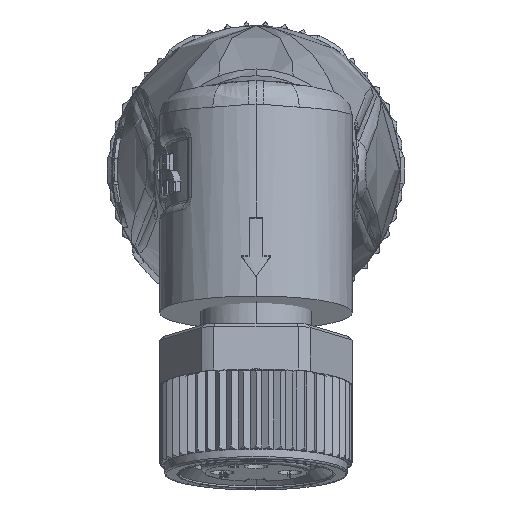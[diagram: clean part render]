
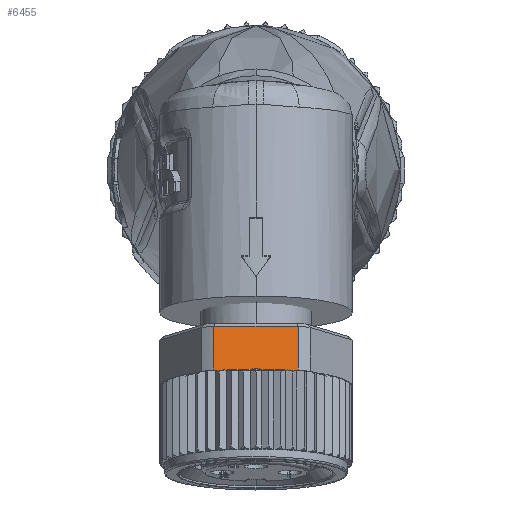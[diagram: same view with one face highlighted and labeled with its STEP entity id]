
A CAD part, front view. The second image highlights one B-rep face of the part: STEP entity #6455.
In plain terms, the highlighted planar face has unit normal (0, -0.985, 0.174).
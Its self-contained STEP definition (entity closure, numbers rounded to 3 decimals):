
#6455=ADVANCED_FACE('',(#14381),#14382,.F.);
#7313=EDGE_CURVE('',#15428,#15457,#15665,.T.);
#7321=EDGE_CURVE('',#15673,#15428,#15676,.T.);
#7329=EDGE_CURVE('',#15457,#15685,#15686,.T.);
#7869=EDGE_CURVE('',#15673,#16385,#16389,.T.);
#7877=EDGE_CURVE('',#16400,#16397,#16401,.T.);
#7881=EDGE_CURVE('',#16405,#16397,#16406,.T.);
#7885=EDGE_CURVE('',#16405,#16410,#16411,.T.);
#7913=EDGE_CURVE('',#16450,#16410,#16451,.T.);
#7941=EDGE_CURVE('',#16400,#16385,#16486,.T.);
#7943=EDGE_CURVE('',#16488,#16450,#16489,.T.);
#7945=EDGE_CURVE('',#16491,#16488,#16492,.T.);
#7947=EDGE_CURVE('',#16491,#16494,#16495,.T.);
#7949=EDGE_CURVE('',#16494,#16497,#16498,.T.);
#7951=EDGE_CURVE('',#15685,#16497,#16500,.T.);
#14381=FACE_OUTER_BOUND('',#68519,.T.);
#14382=PLANE('',#68520);
#15428=VERTEX_POINT('',#70697);
#15457=VERTEX_POINT('',#70756);
#15665=LINE('',#71197,#71198);
#15673=VERTEX_POINT('',#71210);
#15676=LINE('',#71214,#71215);
#15685=VERTEX_POINT('',#71230);
#15686=LINE('',#71231,#71232);
#16385=VERTEX_POINT('',#73060);
#16389=LINE('',#73066,#73067);
#16397=VERTEX_POINT('',#73088);
#16400=VERTEX_POINT('',#73092);
#16401=B_SPLINE_CURVE_WITH_KNOTS('',3,(#73093,#73094,#73095,#73096,#73097,#73098,#73099,#73100),.UNSPECIFIED.,.F.,.F.,(4,1,1,1,1,4),(0.0,0.2,0.4,0.6,0.8,1.0),.UNSPECIFIED.);
#16405=VERTEX_POINT('',#73113);
#16406=LINE('',#73114,#73115);
#16410=VERTEX_POINT('',#73122);
#16411=LINE('',#73123,#73124);
#16450=VERTEX_POINT('',#73245);
#16451=LINE('',#73246,#73247);
#16486=LINE('',#73324,#73325);
#16488=VERTEX_POINT('',#73328);
#16489=LINE('',#73329,#73330);
#16491=VERTEX_POINT('',#73333);
#16492=LINE('',#73334,#73335);
#16494=VERTEX_POINT('',#73338);
#16495=B_SPLINE_CURVE_WITH_KNOTS('',3,(#73339,#73340,#73341,#73342,#73343,#73344,#73345,#73346),.UNSPECIFIED.,.F.,.F.,(4,1,1,1,1,4),(0.0,0.2,0.4,0.6,0.8,1.0),.UNSPECIFIED.);
#16497=VERTEX_POINT('',#73349);
#16498=LINE('',#73350,#73351);
#16500=LINE('',#73354,#73355);
#68519=EDGE_LOOP('',(#99864,#99865,#99866,#99867,#99868,#99869,#99870,#99871,#99872,#99873,#99874,#99875,#99876,#99877));
#68520=AXIS2_PLACEMENT_3D('',#99878,#99879,#99880);
#70697=CARTESIAN_POINT('',(-2.179,-5.994,-8.086));
#70756=CARTESIAN_POINT('',(2.179,-5.994,-8.086));
#71197=CARTESIAN_POINT('',(-2.179,-5.994,-8.086));
#71198=VECTOR('',#102658,4.359);
#71210=CARTESIAN_POINT('',(-2.179,-6.393,-10.351));
#71214=CARTESIAN_POINT('',(-2.179,-6.393,-10.351));
#71215=VECTOR('',#102666,2.3);
#71230=CARTESIAN_POINT('',(2.179,-6.393,-10.351));
#71231=CARTESIAN_POINT('',(2.179,-5.994,-8.086));
#71232=VECTOR('',#102672,2.3);
#73060=CARTESIAN_POINT('',(-1.976,-6.393,-10.351));
#73066=CARTESIAN_POINT('',(-2.179,-6.393,-10.351));
#73067=VECTOR('',#102979,0.204);
#73088=CARTESIAN_POINT('',(-1.67,-6.393,-10.351));
#73092=CARTESIAN_POINT('',(-1.976,-6.4,-10.386));
#73093=CARTESIAN_POINT('',(-1.976,-6.4,-10.386));
#73094=CARTESIAN_POINT('',(-1.96,-6.399,-10.382));
#73095=CARTESIAN_POINT('',(-1.926,-6.398,-10.374));
#73096=CARTESIAN_POINT('',(-1.871,-6.396,-10.364));
#73097=CARTESIAN_POINT('',(-1.81,-6.395,-10.357));
#73098=CARTESIAN_POINT('',(-1.744,-6.394,-10.352));
#73099=CARTESIAN_POINT('',(-1.695,-6.393,-10.351));
#73100=CARTESIAN_POINT('',(-1.67,-6.393,-10.351));
#73113=CARTESIAN_POINT('',(-1.533,-6.393,-10.351));
#73114=CARTESIAN_POINT('',(-1.533,-6.393,-10.351));
#73115=VECTOR('',#102984,0.137);
#73122=CARTESIAN_POINT('',(-1.525,-6.393,-10.351));
#73123=CARTESIAN_POINT('',(-1.533,-6.393,-10.351));
#73124=VECTOR('',#102986,0.008);
#73245=CARTESIAN_POINT('',(1.525,-6.393,-10.351));
#73246=CARTESIAN_POINT('',(1.525,-6.393,-10.351));
#73247=VECTOR('',#103001,3.051);
#73324=CARTESIAN_POINT('',(-1.976,-6.4,-10.386));
#73325=VECTOR('',#103015,0.036);
#73328=CARTESIAN_POINT('',(1.533,-6.393,-10.351));
#73329=CARTESIAN_POINT('',(1.533,-6.393,-10.351));
#73330=VECTOR('',#103016,0.008);
#73333=CARTESIAN_POINT('',(1.67,-6.393,-10.351));
#73334=CARTESIAN_POINT('',(1.67,-6.393,-10.351));
#73335=VECTOR('',#103017,0.137);
#73338=CARTESIAN_POINT('',(1.976,-6.4,-10.386));
#73339=CARTESIAN_POINT('',(1.67,-6.393,-10.351));
#73340=CARTESIAN_POINT('',(1.695,-6.393,-10.351));
#73341=CARTESIAN_POINT('',(1.744,-6.394,-10.352));
#73342=CARTESIAN_POINT('',(1.81,-6.395,-10.357));
#73343=CARTESIAN_POINT('',(1.871,-6.396,-10.364));
#73344=CARTESIAN_POINT('',(1.926,-6.398,-10.374));
#73345=CARTESIAN_POINT('',(1.96,-6.399,-10.382));
#73346=CARTESIAN_POINT('',(1.976,-6.4,-10.386));
#73349=CARTESIAN_POINT('',(1.976,-6.393,-10.351));
#73350=CARTESIAN_POINT('',(1.976,-6.4,-10.386));
#73351=VECTOR('',#103018,0.036);
#73354=CARTESIAN_POINT('',(2.179,-6.393,-10.351));
#73355=VECTOR('',#103019,0.204);
#99864=ORIENTED_EDGE('',*,*,#7321,.F.);
#99865=ORIENTED_EDGE('',*,*,#7869,.T.);
#99866=ORIENTED_EDGE('',*,*,#7941,.F.);
#99867=ORIENTED_EDGE('',*,*,#7877,.T.);
#99868=ORIENTED_EDGE('',*,*,#7881,.F.);
#99869=ORIENTED_EDGE('',*,*,#7885,.T.);
#99870=ORIENTED_EDGE('',*,*,#7913,.F.);
#99871=ORIENTED_EDGE('',*,*,#7943,.F.);
#99872=ORIENTED_EDGE('',*,*,#7945,.F.);
#99873=ORIENTED_EDGE('',*,*,#7947,.T.);
#99874=ORIENTED_EDGE('',*,*,#7949,.T.);
#99875=ORIENTED_EDGE('',*,*,#7951,.F.);
#99876=ORIENTED_EDGE('',*,*,#7329,.F.);
#99877=ORIENTED_EDGE('',*,*,#7313,.F.);
#99878=CARTESIAN_POINT('',(2.179,-6.393,-10.351));
#99879=DIRECTION('',(0.0,0.985,-0.174));
#99880=DIRECTION('',(0.0,-0.174,-0.985));
#102658=DIRECTION('',(1.0,0.,0.));
#102666=DIRECTION('',(0.,0.174,0.985));
#102672=DIRECTION('',(0.,-0.174,-0.985));
#102979=DIRECTION('',(1.0,0.0,0.0));
#102984=DIRECTION('',(-1.0,0.0,0.0));
#102986=DIRECTION('',(1.0,0.0,0.0));
#103001=DIRECTION('',(-1.0,0.0,0.0));
#103015=DIRECTION('',(0.0,0.174,0.985));
#103016=DIRECTION('',(-1.0,0.0,0.0));
#103017=DIRECTION('',(-1.0,0.0,0.0));
#103018=DIRECTION('',(0.0,0.174,0.985));
#103019=DIRECTION('',(-1.0,0.0,0.0));
